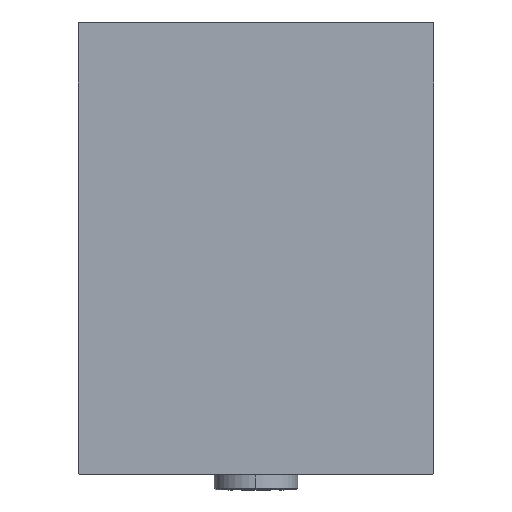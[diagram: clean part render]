
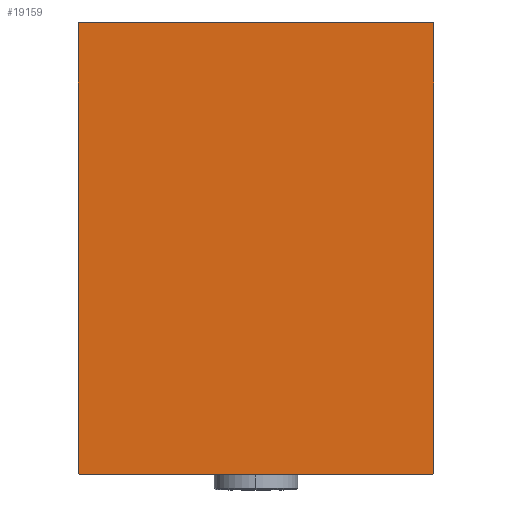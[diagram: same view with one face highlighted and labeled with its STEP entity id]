
A CAD part, left-side view. The second image highlights one B-rep face of the part: STEP entity #19159.
In plain terms, the highlighted face is planar.
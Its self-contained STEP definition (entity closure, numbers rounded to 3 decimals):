
#1055 = VERTEX_POINT ( 'NONE', #13016 ) ;
#2529 = VERTEX_POINT ( 'NONE', #31305 ) ;
#3976 = LINE ( 'NONE', #45291, #40350 ) ;
#4029 = CARTESIAN_POINT ( 'NONE',  ( 173., -62.35, 62.35 ) ) ;
#4195 = LINE ( 'NONE', #36477, #5162 ) ;
#4316 = ORIENTED_EDGE ( 'NONE', *, *, #8906, .T. ) ;
#4736 = LINE ( 'NONE', #37962, #46684 ) ;
#5162 = VECTOR ( 'NONE', #43647, 1000. ) ;
#6115 = CARTESIAN_POINT ( 'NONE',  ( 173., -55., 70. ) ) ;
#6464 = CARTESIAN_POINT ( 'NONE',  ( 173., -62.35, -62.35 ) ) ;
#7408 = ORIENTED_EDGE ( 'NONE', *, *, #35361, .T. ) ;
#8097 = VERTEX_POINT ( 'NONE', #32160 ) ;
#8701 = EDGE_CURVE ( 'NONE', #42234, #21108, #46137, .T. ) ;
#8906 = EDGE_CURVE ( 'NONE', #1055, #2529, #40141, .T. ) ;
#10569 = CARTESIAN_POINT ( 'NONE',  ( 173., 0., 0. ) ) ;
#10985 = DIRECTION ( 'NONE',  ( 0., -1., 0. ) ) ;
#11035 = FACE_OUTER_BOUND ( 'NONE', #26603, .T. ) ;
#11377 = ORIENTED_EDGE ( 'NONE', *, *, #29692, .T. ) ;
#11662 = DIRECTION ( 'NONE',  ( 0., -0.707, -0.707 ) ) ;
#13016 = CARTESIAN_POINT ( 'NONE',  ( 173., 54.7, 70. ) ) ;
#19159 = ADVANCED_FACE ( 'NONE', ( #11035 ), #44009, .T. ) ;
#20936 = DIRECTION ( 'NONE',  ( 0., -0.707, 0.707 ) ) ;
#21108 = VERTEX_POINT ( 'NONE', #24891 ) ;
#22121 = VECTOR ( 'NONE', #31932, 1000. ) ;
#22774 = VECTOR ( 'NONE', #10985, 1000. ) ;
#23078 = ORIENTED_EDGE ( 'NONE', *, *, #33314, .T. ) ;
#23979 = CARTESIAN_POINT ( 'NONE',  ( 173., 55., 69.7 ) ) ;
#24038 = CARTESIAN_POINT ( 'NONE',  ( 173., 62.35, 62.35 ) ) ;
#24776 = ORIENTED_EDGE ( 'NONE', *, *, #37792, .T. ) ;
#24891 = CARTESIAN_POINT ( 'NONE',  ( 173., -54.7, -70. ) ) ;
#25146 = DIRECTION ( 'NONE',  ( 1., 0., 0. ) ) ;
#25387 = DIRECTION ( 'NONE',  ( 0., 0., -1. ) ) ;
#25688 = ORIENTED_EDGE ( 'NONE', *, *, #8701, .T. ) ;
#25747 = VERTEX_POINT ( 'NONE', #42897 ) ;
#26603 = EDGE_LOOP ( 'NONE', ( #23078, #7408, #32174, #11377, #4316, #30107, #24776, #25688 ) ) ;
#27554 = AXIS2_PLACEMENT_3D ( 'NONE', #10569, #25146, #25387 ) ;
#28101 = LINE ( 'NONE', #24038, #36506 ) ;
#29692 = EDGE_CURVE ( 'NONE', #44373, #1055, #28101, .T. ) ;
#30107 = ORIENTED_EDGE ( 'NONE', *, *, #33053, .T. ) ;
#30345 = VECTOR ( 'NONE', #11662, 1000. ) ;
#31305 = CARTESIAN_POINT ( 'NONE',  ( 173., -54.7, 70. ) ) ;
#31587 = CARTESIAN_POINT ( 'NONE',  ( 173., -55., -69.7 ) ) ;
#31932 = DIRECTION ( 'NONE',  ( 0., 0., -1. ) ) ;
#31946 = VECTOR ( 'NONE', #42087, 1000. ) ;
#32160 = CARTESIAN_POINT ( 'NONE',  ( 173., -55., 69.7 ) ) ;
#32174 = ORIENTED_EDGE ( 'NONE', *, *, #46860, .T. ) ;
#32507 = CARTESIAN_POINT ( 'NONE',  ( 173., 55., 70. ) ) ;
#33053 = EDGE_CURVE ( 'NONE', #2529, #8097, #36773, .T. ) ;
#33314 = EDGE_CURVE ( 'NONE', #21108, #25747, #4195, .T. ) ;
#34543 = DIRECTION ( 'NONE',  ( 0., 0.707, 0.707 ) ) ;
#35361 = EDGE_CURVE ( 'NONE', #25747, #39522, #3976, .T. ) ;
#36477 = CARTESIAN_POINT ( 'NONE',  ( 173., -55., -70. ) ) ;
#36506 = VECTOR ( 'NONE', #20936, 1000. ) ;
#36773 = LINE ( 'NONE', #4029, #30345 ) ;
#37792 = EDGE_CURVE ( 'NONE', #8097, #42234, #46489, .T. ) ;
#37962 = CARTESIAN_POINT ( 'NONE',  ( 173., 55., -70. ) ) ;
#38209 = DIRECTION ( 'NONE',  ( 0., 0., 1. ) ) ;
#39408 = CARTESIAN_POINT ( 'NONE',  ( 173., 55., -69.7 ) ) ;
#39522 = VERTEX_POINT ( 'NONE', #39408 ) ;
#40141 = LINE ( 'NONE', #32507, #22774 ) ;
#40350 = VECTOR ( 'NONE', #34543, 1000. ) ;
#42087 = DIRECTION ( 'NONE',  ( 0., 0.707, -0.707 ) ) ;
#42234 = VERTEX_POINT ( 'NONE', #31587 ) ;
#42897 = CARTESIAN_POINT ( 'NONE',  ( 173., 54.7, -70. ) ) ;
#43647 = DIRECTION ( 'NONE',  ( 0., 1., 0. ) ) ;
#44009 = PLANE ( 'NONE',  #27554 ) ;
#44373 = VERTEX_POINT ( 'NONE', #23979 ) ;
#45291 = CARTESIAN_POINT ( 'NONE',  ( 173., 62.35, -62.35 ) ) ;
#46137 = LINE ( 'NONE', #6464, #31946 ) ;
#46489 = LINE ( 'NONE', #6115, #22121 ) ;
#46684 = VECTOR ( 'NONE', #38209, 1000. ) ;
#46860 = EDGE_CURVE ( 'NONE', #39522, #44373, #4736, .T. ) ;
